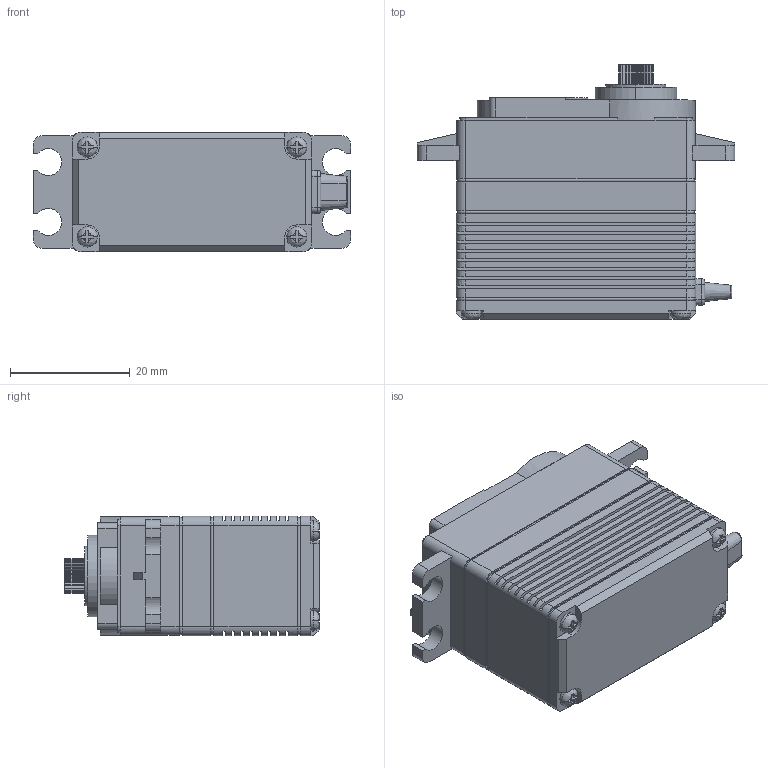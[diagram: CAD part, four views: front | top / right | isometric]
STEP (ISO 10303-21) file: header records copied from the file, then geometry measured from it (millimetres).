
FILE_DESCRIPTION((''),'2;1');
FILE_NAME('HS-7955TG_ASM','2017-08-30T',('servo-csw'),(''),'CREO PARAMETRIC BY PTC INC, 2014440','CREO PARAMETRIC BY PTC INC, 2014440','');
FILE_SCHEMA(('CONFIG_CONTROL_DESIGN'));
Length unit declared in the file: millimetre
Products named in the file (2): _HS-7955TG; HS-7955TG_ASM
Assembly tree (1 placements, depth 2):
  HS-7955TG_ASM
    _HS-7955TG
Bounding box: 53 x 42.5 x 20 mm (x, y, z)
Volume: 28925.2 mm3; surface area: 9033.3 mm2
Topology: 1 solids, 10 shells, 547 faces, 1509 edges, 1001 vertices
Faces by surface type: plane 356, cylinder 161, torus 14, bspline 12, cone 4
Entity records: 20033 total; most frequent: CARTESIAN_POINT 3798, ORIENTED_EDGE 3018, DIRECTION 2940, EDGE_CURVE 1509, VERTEX_POINT 1001, AXIS2_PLACEMENT_3D 993, VECTOR 954, LINE 954
